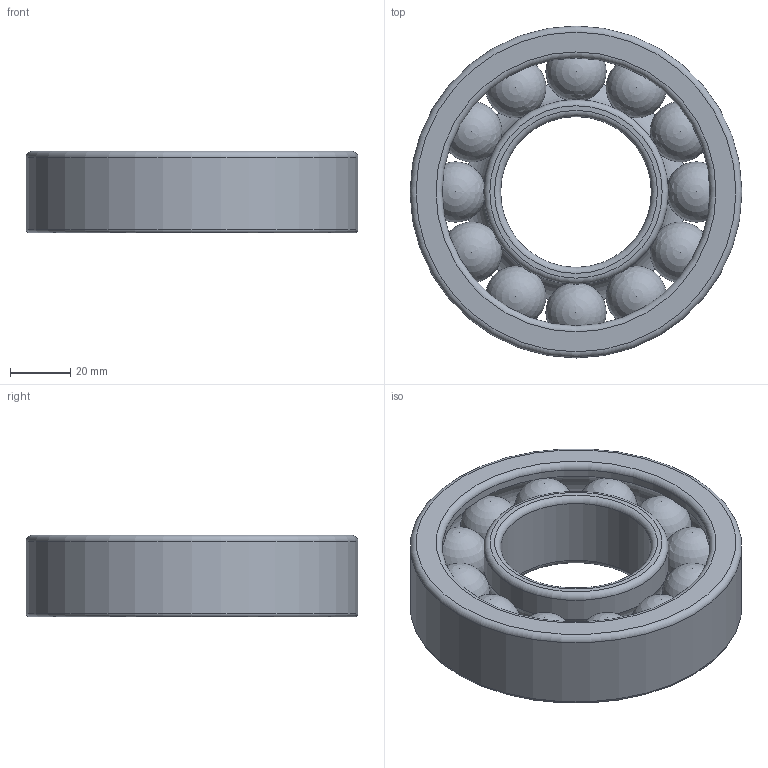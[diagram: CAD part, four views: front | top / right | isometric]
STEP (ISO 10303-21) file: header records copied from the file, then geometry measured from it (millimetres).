
FILE_DESCRIPTION(('FreeCAD Model'),'2;1');
FILE_NAME('DIN628_AngBallBearing_50-90-20_Typ7310.step', '2020-09-15T13:40:49',('Author'),(''), 'Open CASCADE STEP processor 7.3','FreeCAD','Unknown');
FILE_SCHEMA(('AUTOMOTIVE_DESIGN { 1 0 10303 214 1 1 1 1 }'));
Length unit declared in the file: millimetre
Products named in the file (4): DIN628_AngBallBearing_50-90-20_Typ7310; InnerRing; OuterRing; BallArray
Assembly tree (3 placements, depth 2):
  DIN628_AngBallBearing_50-90-20_Typ7310
    InnerRing
    OuterRing
    BallArray
Bounding box: 110 x 110 x 27 mm (x, y, z)
Volume: 141654 mm3; surface area: 50812.1 mm2
Topology: 14 solids, 14 shells, 31 faces, 118 edges, 211 vertices
Faces by surface type: sphere 12, torus 9, cylinder 6, plane 4
Full cylindrical faces by diameter (mm): 50 x1, 61.13 x1, 73.8 x1, 88.8 x1, 98.87 x1, 110 x1
Entity records: 1833 total; most frequent: CARTESIAN_POINT 820, DIRECTION 180, AXIS2_PLACEMENT_3D 87, ORIENTED_EDGE 68, CIRCLE 52, GEOMETRIC_CURVE_SET 49, FACE_BOUND 35, EDGE_CURVE 34
